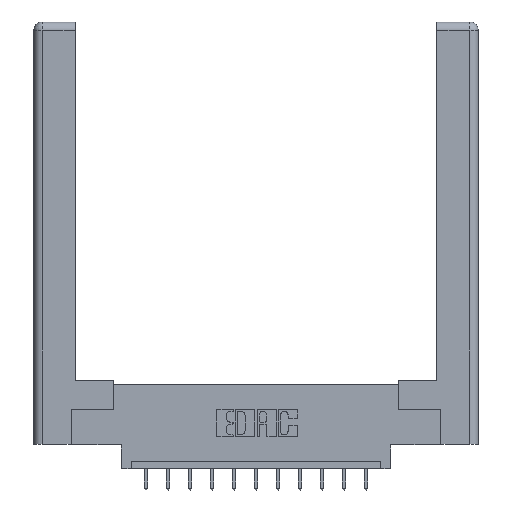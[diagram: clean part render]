
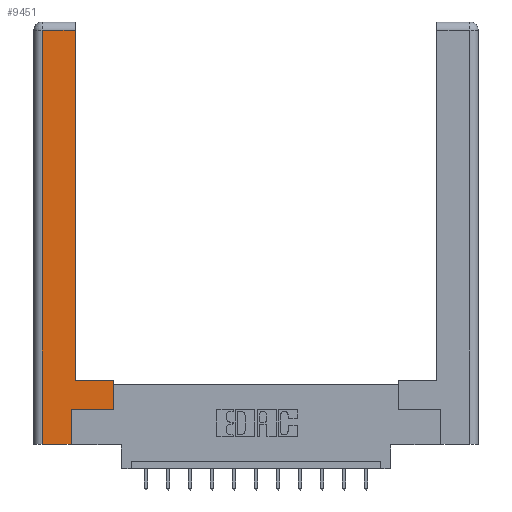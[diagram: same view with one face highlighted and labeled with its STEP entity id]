
A CAD part, top view. The second image highlights one B-rep face of the part: STEP entity #9451.
In plain terms, the highlighted planar face has unit normal (0, 0, 1).
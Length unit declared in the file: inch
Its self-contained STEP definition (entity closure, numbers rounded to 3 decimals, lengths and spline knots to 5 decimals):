
#570 = CARTESIAN_POINT ( 'NONE',  ( 0.0615, 0., 0. ) ) ;
#849 = EDGE_LOOP ( 'NONE', ( #12460, #7062, #11226, #8861, #1461, #10363, #5944, #5920 ) ) ;
#974 = EDGE_CURVE ( 'NONE', #10153, #13832, #14880, .T. ) ;
#1281 = LINE ( 'NONE', #10027, #3427 ) ;
#1461 = ORIENTED_EDGE ( 'NONE', *, *, #974, .T. ) ;
#1654 = EDGE_CURVE ( 'NONE', #3403, #10153, #1281, .T. ) ;
#1936 = LINE ( 'NONE', #5279, #10600 ) ;
#2110 = PLANE ( 'NONE',  #8179 ) ;
#2199 = DIRECTION ( 'NONE',  ( 1., 0., 0. ) ) ;
#2887 = LINE ( 'NONE', #11471, #14666 ) ;
#2992 = DIRECTION ( 'NONE',  ( -1., 0., 0. ) ) ;
#3022 = CARTESIAN_POINT ( 'NONE',  ( 0.565, 0.245, 0. ) ) ;
#3147 = DIRECTION ( 'NONE',  ( 0., 0., -1. ) ) ;
#3403 = VERTEX_POINT ( 'NONE', #7971 ) ;
#3427 = VECTOR ( 'NONE', #4250, 39.37008 ) ;
#3449 = EDGE_CURVE ( 'NONE', #6953, #3403, #10461, .T. ) ;
#3851 = VECTOR ( 'NONE', #6824, 39.37008 ) ;
#4250 = DIRECTION ( 'NONE',  ( 1., 0., 0. ) ) ;
#4419 = LINE ( 'NONE', #4435, #3851 ) ;
#4435 = CARTESIAN_POINT ( 'NONE',  ( 0.295, 3., 0. ) ) ;
#4527 = VERTEX_POINT ( 'NONE', #4979 ) ;
#4743 = VECTOR ( 'NONE', #11199, 39.37008 ) ;
#4979 = CARTESIAN_POINT ( 'NONE',  ( 0.565, 0.45, 0. ) ) ;
#5015 = VERTEX_POINT ( 'NONE', #11282 ) ;
#5279 = CARTESIAN_POINT ( 'NONE',  ( 0.0615, 2.94, 0. ) ) ;
#5301 = VERTEX_POINT ( 'NONE', #3022 ) ;
#5331 = CARTESIAN_POINT ( 'NONE',  ( 0., 0., 0. ) ) ;
#5920 = ORIENTED_EDGE ( 'NONE', *, *, #10618, .T. ) ;
#5924 = EDGE_CURVE ( 'NONE', #13832, #5301, #11294, .T. ) ;
#5944 = ORIENTED_EDGE ( 'NONE', *, *, #14467, .T. ) ;
#6819 = CARTESIAN_POINT ( 'NONE',  ( 0.265, 0., 0. ) ) ;
#6824 = DIRECTION ( 'NONE',  ( 0., 1., 0. ) ) ;
#6953 = VERTEX_POINT ( 'NONE', #9540 ) ;
#7062 = ORIENTED_EDGE ( 'NONE', *, *, #11909, .T. ) ;
#7552 = DIRECTION ( 'NONE',  ( 0., -1., 0. ) ) ;
#7971 = CARTESIAN_POINT ( 'NONE',  ( 0.0615, 0., 0. ) ) ;
#8179 = AXIS2_PLACEMENT_3D ( 'NONE', #5331, #3147, #2992 ) ;
#8861 = ORIENTED_EDGE ( 'NONE', *, *, #1654, .T. ) ;
#9410 = CARTESIAN_POINT ( 'NONE',  ( 0.265, 0.245, 0. ) ) ;
#9451 = ADVANCED_FACE ( 'NONE', ( #13193 ), #2110, .F. ) ;
#9540 = CARTESIAN_POINT ( 'NONE',  ( 0.0615, 2.94, 0. ) ) ;
#9579 = DIRECTION ( 'NONE',  ( 0., 1., 0. ) ) ;
#10027 = CARTESIAN_POINT ( 'NONE',  ( 0.265, 0., 0. ) ) ;
#10153 = VERTEX_POINT ( 'NONE', #6819 ) ;
#10363 = ORIENTED_EDGE ( 'NONE', *, *, #5924, .T. ) ;
#10389 = VECTOR ( 'NONE', #2199, 39.37008 ) ;
#10461 = LINE ( 'NONE', #570, #10813 ) ;
#10600 = VECTOR ( 'NONE', #10936, 39.37008 ) ;
#10618 = EDGE_CURVE ( 'NONE', #4527, #5015, #2887, .T. ) ;
#10813 = VECTOR ( 'NONE', #7552, 39.37008 ) ;
#10936 = DIRECTION ( 'NONE',  ( -1., 0., 0. ) ) ;
#11199 = DIRECTION ( 'NONE',  ( 0., 1., 0. ) ) ;
#11226 = ORIENTED_EDGE ( 'NONE', *, *, #3449, .T. ) ;
#11257 = VECTOR ( 'NONE', #9579, 39.37008 ) ;
#11282 = CARTESIAN_POINT ( 'NONE',  ( 0.295, 0.45, 0. ) ) ;
#11294 = LINE ( 'NONE', #13678, #10389 ) ;
#11471 = CARTESIAN_POINT ( 'NONE',  ( 0.295, 0.45, 0. ) ) ;
#11909 = EDGE_CURVE ( 'NONE', #14729, #6953, #1936, .T. ) ;
#12299 = CARTESIAN_POINT ( 'NONE',  ( 0.565, 0.45, 0. ) ) ;
#12460 = ORIENTED_EDGE ( 'NONE', *, *, #13126, .T. ) ;
#13126 = EDGE_CURVE ( 'NONE', #5015, #14729, #4419, .T. ) ;
#13193 = FACE_OUTER_BOUND ( 'NONE', #849, .T. ) ;
#13678 = CARTESIAN_POINT ( 'NONE',  ( 0.565, 0.245, 0. ) ) ;
#13823 = DIRECTION ( 'NONE',  ( -1., 0., 0. ) ) ;
#13832 = VERTEX_POINT ( 'NONE', #9410 ) ;
#13887 = CARTESIAN_POINT ( 'NONE',  ( 0.295, 2.94, 0. ) ) ;
#13975 = LINE ( 'NONE', #12299, #4743 ) ;
#14213 = CARTESIAN_POINT ( 'NONE',  ( 0.265, 0.245, 0. ) ) ;
#14467 = EDGE_CURVE ( 'NONE', #5301, #4527, #13975, .T. ) ;
#14666 = VECTOR ( 'NONE', #13823, 39.37008 ) ;
#14729 = VERTEX_POINT ( 'NONE', #13887 ) ;
#14880 = LINE ( 'NONE', #14213, #11257 ) ;
